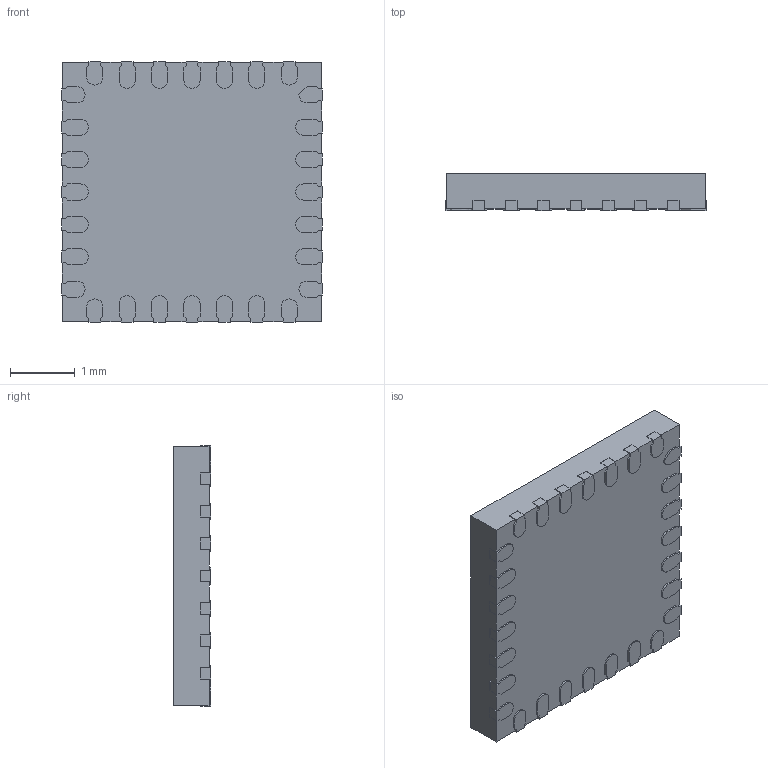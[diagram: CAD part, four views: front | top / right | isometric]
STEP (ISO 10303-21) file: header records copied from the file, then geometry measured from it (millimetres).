
FILE_DESCRIPTION (( 'STEP AP214' ), '1' );
FILE_NAME ('User Library-UFQFPN28.STEP', '2017-11-19T21:32:42', ( '' ), ( '' ), 'SwSTEP 2.0', 'SolidWorks 2017', '' );
FILE_SCHEMA (( 'AUTOMOTIVE_DESIGN' ));
Length unit declared in the file: millimetre
Products named in the file (1): User Library-UFQFPN28
Bounding box: 4.02 x 0.57 x 4.02 mm (x, y, z)
Volume: 8.9 mm3; surface area: 41.8 mm2
Topology: 1 solids, 1 shells, 295 faces, 878 edges, 586 vertices
Faces by surface type: plane 259, cylinder 35, bspline 1
Entity records: 9936 total; most frequent: CARTESIAN_POINT 1835, ORIENTED_EDGE 1756, DIRECTION 1536, EDGE_CURVE 878, LINE 806, VECTOR 806, VERTEX_POINT 586, AXIS2_PLACEMENT_3D 365
